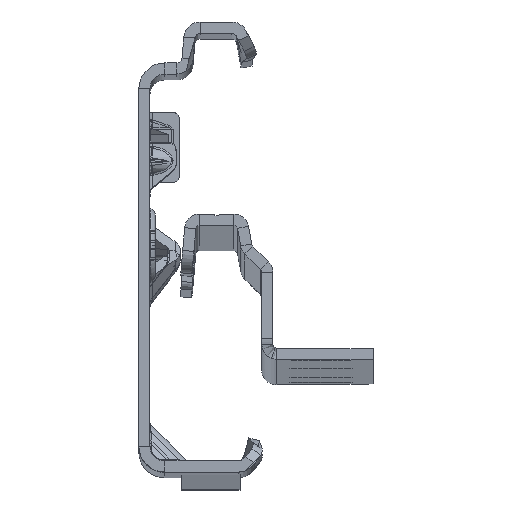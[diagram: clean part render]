
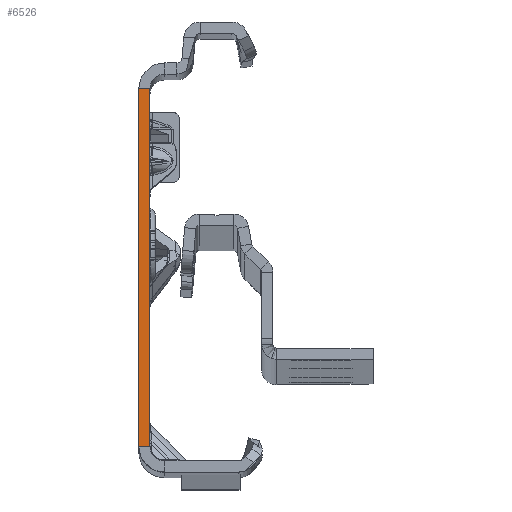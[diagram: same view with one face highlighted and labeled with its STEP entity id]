
A CAD part, top view. The second image highlights one B-rep face of the part: STEP entity #6526.
In plain terms, the highlighted planar face has unit normal (0, 0, 1).
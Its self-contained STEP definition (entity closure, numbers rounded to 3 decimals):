
#3527 = DIRECTION ( 'NONE',  ( -1., 0., 0. ) ) ;
#4571 = EDGE_CURVE ( 'NONE', #47007, #31947, #26472, .T. ) ;
#4861 = VECTOR ( 'NONE', #8611, 1000. ) ;
#5140 = ORIENTED_EDGE ( 'NONE', *, *, #4571, .F. ) ;
#5157 = CARTESIAN_POINT ( 'NONE',  ( -1.5, -27.865, 0. ) ) ;
#5831 = PLANE ( 'NONE',  #37868 ) ;
#6300 = LINE ( 'NONE', #23578, #9232 ) ;
#6526 = ADVANCED_FACE ( 'NONE', ( #27031 ), #5831, .T. ) ;
#8611 = DIRECTION ( 'NONE',  ( -1., 0., 0. ) ) ;
#9232 = VECTOR ( 'NONE', #15733, 1000. ) ;
#14441 = CARTESIAN_POINT ( 'NONE',  ( -1.5, -27.865, 0. ) ) ;
#14725 = DIRECTION ( 'NONE',  ( 1., 0., 0. ) ) ;
#15733 = DIRECTION ( 'NONE',  ( 0., -1., 0. ) ) ;
#16465 = CARTESIAN_POINT ( 'NONE',  ( -1.5, -25.865, 0. ) ) ;
#17253 = CARTESIAN_POINT ( 'NONE',  ( 0., -25.865, 0. ) ) ;
#20764 = EDGE_CURVE ( 'NONE', #49661, #47007, #6300, .T. ) ;
#21639 = DIRECTION ( 'NONE',  ( 0., -1., 0. ) ) ;
#23578 = CARTESIAN_POINT ( 'NONE',  ( 0., -27.865, 0. ) ) ;
#25119 = VECTOR ( 'NONE', #3527, 1000. ) ;
#26472 = LINE ( 'NONE', #17253, #4861 ) ;
#27031 = FACE_OUTER_BOUND ( 'NONE', #40990, .T. ) ;
#28286 = ORIENTED_EDGE ( 'NONE', *, *, #20764, .F. ) ;
#30017 = VECTOR ( 'NONE', #21639, 1000. ) ;
#31302 = EDGE_CURVE ( 'NONE', #49628, #31947, #45883, .T. ) ;
#31947 = VERTEX_POINT ( 'NONE', #16465 ) ;
#32280 = DIRECTION ( 'NONE',  ( 0., 0., 1. ) ) ;
#37868 = AXIS2_PLACEMENT_3D ( 'NONE', #14441, #32280, #14725 ) ;
#38500 = CARTESIAN_POINT ( 'NONE',  ( -1.5, 22.135, 0. ) ) ;
#40990 = EDGE_LOOP ( 'NONE', ( #28286, #53344, #54244, #5140 ) ) ;
#41718 = LINE ( 'NONE', #45072, #25119 ) ;
#45072 = CARTESIAN_POINT ( 'NONE',  ( 0., 22.135, 0. ) ) ;
#45883 = LINE ( 'NONE', #5157, #30017 ) ;
#47007 = VERTEX_POINT ( 'NONE', #51656 ) ;
#49628 = VERTEX_POINT ( 'NONE', #38500 ) ;
#49661 = VERTEX_POINT ( 'NONE', #51310 ) ;
#51310 = CARTESIAN_POINT ( 'NONE',  ( 0., 22.135, 0. ) ) ;
#51656 = CARTESIAN_POINT ( 'NONE',  ( 0., -25.865, 0. ) ) ;
#51982 = EDGE_CURVE ( 'NONE', #49661, #49628, #41718, .T. ) ;
#53344 = ORIENTED_EDGE ( 'NONE', *, *, #51982, .T. ) ;
#54244 = ORIENTED_EDGE ( 'NONE', *, *, #31302, .T. ) ;
